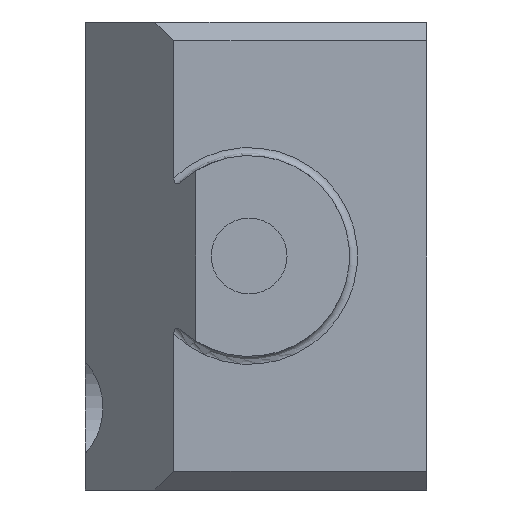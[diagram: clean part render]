
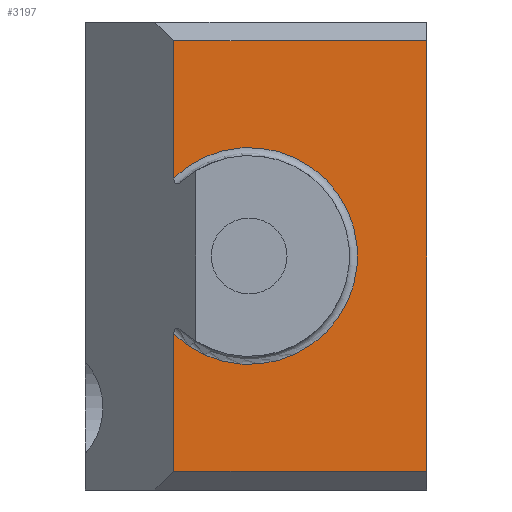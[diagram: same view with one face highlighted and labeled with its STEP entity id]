
A CAD part, left-side view. The second image highlights one B-rep face of the part: STEP entity #3197.
In plain terms, the highlighted planar face has unit normal (-1, 0, 0).
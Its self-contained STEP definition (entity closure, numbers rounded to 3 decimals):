
#14 = CARTESIAN_POINT ( 'NONE',  ( -25.76, 13.5, -17. ) ) ;
#42 = CARTESIAN_POINT ( 'NONE',  ( -25.76, 6.5, 18.5 ) ) ;
#122 = EDGE_CURVE ( 'NONE', #1302, #3141, #1947, .T. ) ;
#210 = AXIS2_PLACEMENT_3D ( 'NONE', #2769, #1318, #3608 ) ;
#286 = LINE ( 'NONE', #2473, #889 ) ;
#290 = CARTESIAN_POINT ( 'NONE',  ( -25.76, 13.5, 18.5 ) ) ;
#415 = LINE ( 'NONE', #14, #3759 ) ;
#422 = ORIENTED_EDGE ( 'NONE', *, *, #3221, .T. ) ;
#656 = VECTOR ( 'NONE', #842, 1000. ) ;
#814 = ORIENTED_EDGE ( 'NONE', *, *, #2259, .T. ) ;
#829 = ORIENTED_EDGE ( 'NONE', *, *, #2087, .T. ) ;
#842 = DIRECTION ( 'NONE',  ( 0., 0., -1. ) ) ;
#885 = DIRECTION ( 'NONE',  ( 0., 1., 0. ) ) ;
#889 = VECTOR ( 'NONE', #3073, 1000. ) ;
#1198 = VERTEX_POINT ( 'NONE', #1513 ) ;
#1276 = CARTESIAN_POINT ( 'NONE',  ( -25.76, -13.5, 17. ) ) ;
#1301 = VECTOR ( 'NONE', #2566, 1000. ) ;
#1302 = VERTEX_POINT ( 'NONE', #1276 ) ;
#1318 = DIRECTION ( 'NONE',  ( 1., 0., 0. ) ) ;
#1322 = ORIENTED_EDGE ( 'NONE', *, *, #2028, .T. ) ;
#1513 = CARTESIAN_POINT ( 'NONE',  ( -25.76, 6.5, 6.167 ) ) ;
#1631 = FACE_OUTER_BOUND ( 'NONE', #2718, .T. ) ;
#1639 = LINE ( 'NONE', #1698, #1741 ) ;
#1698 = CARTESIAN_POINT ( 'NONE',  ( -25.76, 6.5, 17. ) ) ;
#1699 = CIRCLE ( 'NONE', #210, 8.572 ) ;
#1717 = CARTESIAN_POINT ( 'NONE',  ( -25.76, 6.5, -17. ) ) ;
#1741 = VECTOR ( 'NONE', #2835, 1000. ) ;
#1745 = PLANE ( 'NONE',  #3551 ) ;
#1857 = ORIENTED_EDGE ( 'NONE', *, *, #122, .F. ) ;
#1947 = LINE ( 'NONE', #1993, #1301 ) ;
#1993 = CARTESIAN_POINT ( 'NONE',  ( -25.76, -13.5, 18.5 ) ) ;
#2011 = LINE ( 'NONE', #42, #656 ) ;
#2028 = EDGE_CURVE ( 'NONE', #1198, #2848, #1699, .T. ) ;
#2063 = DIRECTION ( 'NONE',  ( 0., -1., 0. ) ) ;
#2087 = EDGE_CURVE ( 'NONE', #3480, #1198, #286, .T. ) ;
#2259 = EDGE_CURVE ( 'NONE', #2848, #3713, #2011, .T. ) ;
#2297 = CARTESIAN_POINT ( 'NONE',  ( -25.76, -13.5, -17. ) ) ;
#2473 = CARTESIAN_POINT ( 'NONE',  ( -25.76, 6.5, 18.5 ) ) ;
#2488 = CARTESIAN_POINT ( 'NONE',  ( -25.76, 6.5, 17. ) ) ;
#2566 = DIRECTION ( 'NONE',  ( 0., 0., -1. ) ) ;
#2610 = EDGE_CURVE ( 'NONE', #1302, #3480, #1639, .T. ) ;
#2639 = DIRECTION ( 'NONE',  ( 1., 0., 0. ) ) ;
#2718 = EDGE_LOOP ( 'NONE', ( #814, #422, #1857, #3230, #829, #1322 ) ) ;
#2769 = CARTESIAN_POINT ( 'NONE',  ( -25.76, 0.546, 0. ) ) ;
#2835 = DIRECTION ( 'NONE',  ( 0., 1., 0. ) ) ;
#2848 = VERTEX_POINT ( 'NONE', #2940 ) ;
#2940 = CARTESIAN_POINT ( 'NONE',  ( -25.76, 6.5, -6.167 ) ) ;
#3073 = DIRECTION ( 'NONE',  ( 0., 0., -1. ) ) ;
#3141 = VERTEX_POINT ( 'NONE', #2297 ) ;
#3197 = ADVANCED_FACE ( 'NONE', ( #1631 ), #1745, .F. ) ;
#3221 = EDGE_CURVE ( 'NONE', #3713, #3141, #415, .T. ) ;
#3230 = ORIENTED_EDGE ( 'NONE', *, *, #2610, .T. ) ;
#3480 = VERTEX_POINT ( 'NONE', #2488 ) ;
#3551 = AXIS2_PLACEMENT_3D ( 'NONE', #290, #2639, #885 ) ;
#3608 = DIRECTION ( 'NONE',  ( 0., 1., 0. ) ) ;
#3713 = VERTEX_POINT ( 'NONE', #1717 ) ;
#3759 = VECTOR ( 'NONE', #2063, 1000. ) ;
